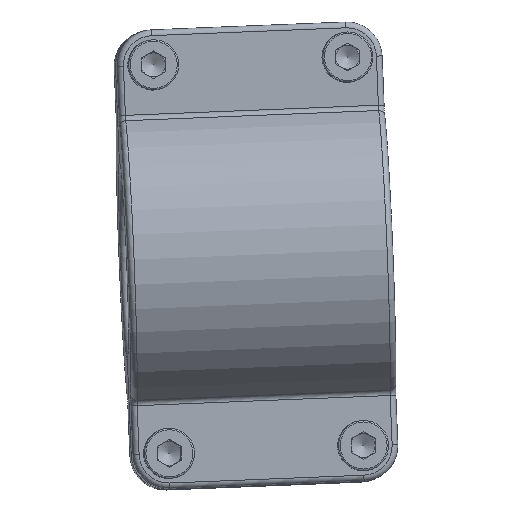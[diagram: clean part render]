
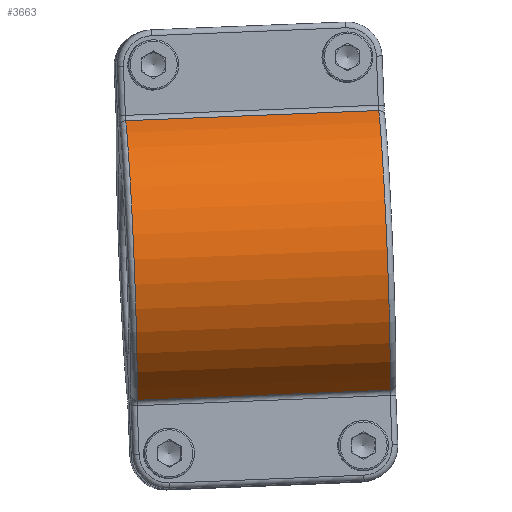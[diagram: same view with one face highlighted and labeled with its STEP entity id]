
A CAD part, front view. The second image highlights one B-rep face of the part: STEP entity #3663.
In plain terms, the highlighted cylindrical face has radius 26 mm (diameter 52 mm), a partial arc.
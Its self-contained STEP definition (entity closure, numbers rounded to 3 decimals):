
#232 = CYLINDRICAL_SURFACE ( 'NONE', #3446, 26. ) ;
#363 = FACE_OUTER_BOUND ( 'NONE', #2367, .T. ) ;
#827 = CIRCLE ( 'NONE', #5563, 26. ) ;
#1287 = CARTESIAN_POINT ( 'NONE',  ( 23.744, -10.593, 45. ) ) ;
#1388 = EDGE_CURVE ( 'NONE', #4517, #5302, #2108, .T. ) ;
#1421 = DIRECTION ( 'NONE',  ( -1., 0., 0. ) ) ;
#1504 = CARTESIAN_POINT ( 'NONE',  ( 0., 0., 1. ) ) ;
#1515 = DIRECTION ( 'NONE',  ( 0., 0., 1. ) ) ;
#1539 = CARTESIAN_POINT ( 'NONE',  ( 23.744, -10.593, 44. ) ) ;
#1644 = AXIS2_PLACEMENT_3D ( 'NONE', #1504, #1515, #3311 ) ;
#2108 = CIRCLE ( 'NONE', #1644, 26. ) ;
#2197 = DIRECTION ( 'NONE',  ( 0., 0., 1. ) ) ;
#2211 = DIRECTION ( 'NONE',  ( 0., 0., -1. ) ) ;
#2232 = VERTEX_POINT ( 'NONE', #3325 ) ;
#2302 = CARTESIAN_POINT ( 'NONE',  ( -23.744, -10.593, 45. ) ) ;
#2367 = EDGE_LOOP ( 'NONE', ( #5029, #5097, #5091, #5306 ) ) ;
#2415 = DIRECTION ( 'NONE',  ( 0., 0., -1. ) ) ;
#2456 = EDGE_CURVE ( 'NONE', #2232, #4517, #4211, .T. ) ;
#2778 = DIRECTION ( 'NONE',  ( 0., 0., -1. ) ) ;
#2847 = CARTESIAN_POINT ( 'NONE',  ( 23.744, -10.593, 1. ) ) ;
#3311 = DIRECTION ( 'NONE',  ( 1., 0., 0. ) ) ;
#3325 = CARTESIAN_POINT ( 'NONE',  ( -23.744, -10.593, 44. ) ) ;
#3446 = AXIS2_PLACEMENT_3D ( 'NONE', #4519, #2778, #1421 ) ;
#3447 = EDGE_CURVE ( 'NONE', #3470, #2232, #827, .T. ) ;
#3470 = VERTEX_POINT ( 'NONE', #1539 ) ;
#3663 = ADVANCED_FACE ( 'NONE', ( #363 ), #232, .T. ) ;
#3783 = VECTOR ( 'NONE', #2197, 1000. ) ;
#4000 = LINE ( 'NONE', #1287, #3783 ) ;
#4004 = VECTOR ( 'NONE', #2211, 1000. ) ;
#4157 = EDGE_CURVE ( 'NONE', #5302, #3470, #4000, .T. ) ;
#4211 = LINE ( 'NONE', #2302, #4004 ) ;
#4517 = VERTEX_POINT ( 'NONE', #4597 ) ;
#4519 = CARTESIAN_POINT ( 'NONE',  ( 0., 0., 45. ) ) ;
#4597 = CARTESIAN_POINT ( 'NONE',  ( -23.744, -10.593, 1. ) ) ;
#5029 = ORIENTED_EDGE ( 'NONE', *, *, #1388, .T. ) ;
#5030 = CARTESIAN_POINT ( 'NONE',  ( 0., 0., 44. ) ) ;
#5091 = ORIENTED_EDGE ( 'NONE', *, *, #3447, .T. ) ;
#5097 = ORIENTED_EDGE ( 'NONE', *, *, #4157, .T. ) ;
#5302 = VERTEX_POINT ( 'NONE', #2847 ) ;
#5306 = ORIENTED_EDGE ( 'NONE', *, *, #2456, .T. ) ;
#5449 = DIRECTION ( 'NONE',  ( 1., 0., 0. ) ) ;
#5563 = AXIS2_PLACEMENT_3D ( 'NONE', #5030, #2415, #5449 ) ;
